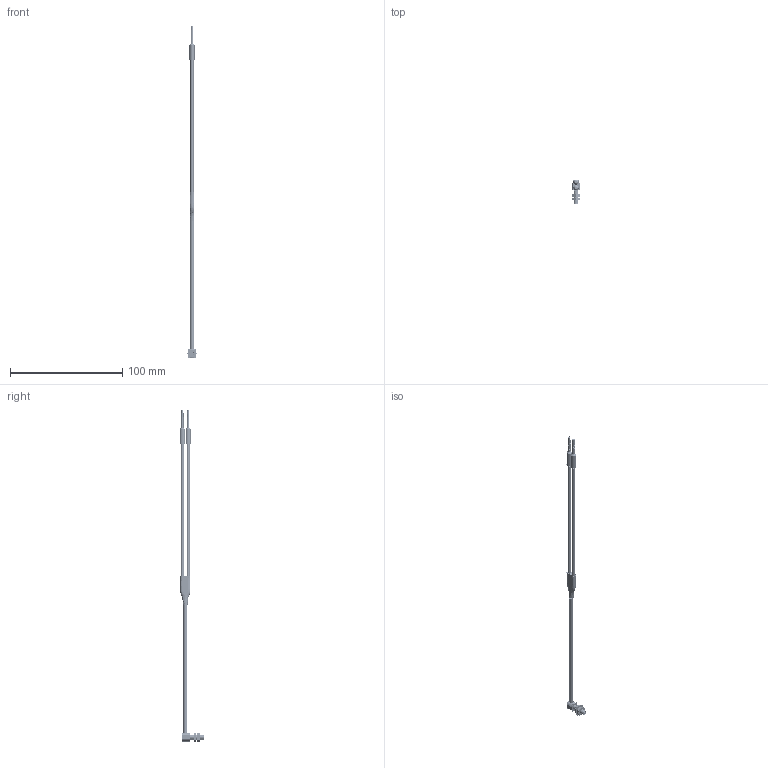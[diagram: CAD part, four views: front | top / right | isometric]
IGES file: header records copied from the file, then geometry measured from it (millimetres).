
Start section:  PTC IGES file: 161906.igs
Global section: file name: 161906.igs; native system: Pro/ENGINEER by Parametric Technology Corporation; preprocessor: 2009141; author: banengservice; organization: Unknown; date: 20120217.101219; units: millimetre
Bounding box: 8.09 x 21.84 x 295.83 mm (x, y, z)
Volume: 2032 mm3; surface area: 74412.3 mm2
Topology: 23 solids, 25 shells, 2342 faces, 11250 edges, 14309 vertices
Faces by surface type: revolution 1802, bspline 540
